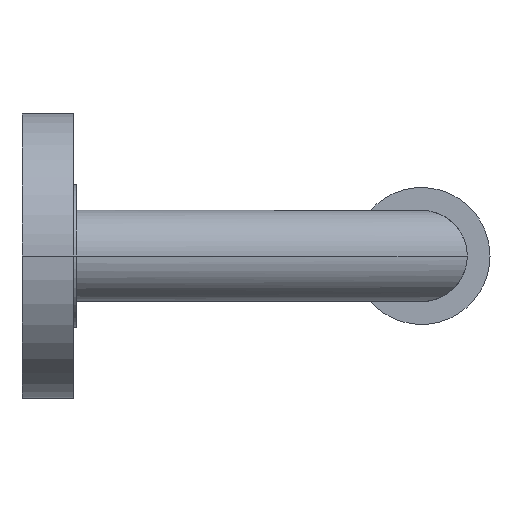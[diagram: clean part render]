
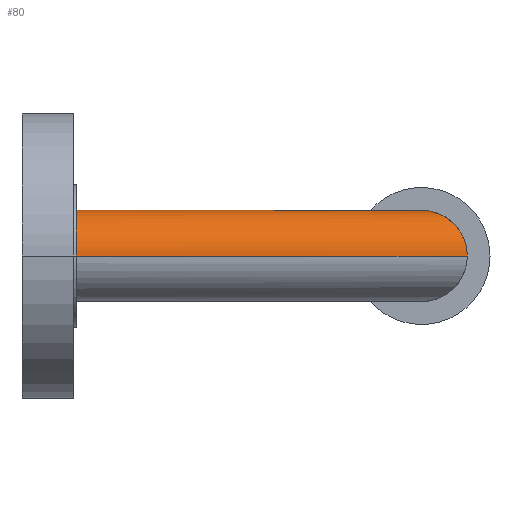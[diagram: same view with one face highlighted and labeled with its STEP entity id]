
A CAD part, left-side view. The second image highlights one B-rep face of the part: STEP entity #80.
In plain terms, the highlighted cylindrical face has radius 8 mm (diameter 16 mm), a partial arc.
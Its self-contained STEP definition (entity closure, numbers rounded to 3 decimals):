
#80=ADVANCED_FACE('',(#278),#2693,.T.);
#278=FACE_OUTER_BOUND('',#458,.T.);
#458=EDGE_LOOP('',(#658,#659,#660,#661,#662));
#658=ORIENTED_EDGE('',*,*,#1524,.T.);
#659=ORIENTED_EDGE('',*,*,#1526,.T.);
#660=ORIENTED_EDGE('',*,*,#1535,.T.);
#661=ORIENTED_EDGE('',*,*,#1533,.T.);
#662=ORIENTED_EDGE('',*,*,#1525,.T.);
#1524=EDGE_CURVE('',#2394,#2395,#2251,.T.);
#1525=EDGE_CURVE('',#2398,#2394,#1959,.T.);
#1526=EDGE_CURVE('',#2395,#2400,#1960,.T.);
#1533=EDGE_CURVE('',#2399,#2398,#1965,.T.);
#1535=EDGE_CURVE('',#2400,#2399,#1966,.T.);
#1959=B_SPLINE_CURVE_WITH_KNOTS('',1,(#3332,#3333),.UNSPECIFIED.,.F.,.F.,
(2,2),(-52.5,0.),.UNSPECIFIED.);
#1960=B_SPLINE_CURVE_WITH_KNOTS('',1,(#3334,#3335),.UNSPECIFIED.,.F.,.F.,
(2,2),(-68.5,0.),.UNSPECIFIED.);
#1965=B_SPLINE_CURVE_WITH_KNOTS('',3,(#3372,#3373,#3374,#3375,#3376,#3377,
#3378,#3379,#3380,#3381,#3382),.UNSPECIFIED.,.F.,.F.,(4,1,1,1,1,1,1,1,4),
(0.,1.918,3.836,5.754,7.673,
9.591,11.509,13.427,15.345),
 .UNSPECIFIED.);
#1966=B_SPLINE_CURVE_WITH_KNOTS('',3,(#3388,#3389,#3390,#3391,#3392,#3393,
#3394,#3395,#3396,#3397,#3398),.UNSPECIFIED.,.F.,.F.,(4,1,1,1,1,1,1,1,4),
(0.,1.918,3.836,5.754,7.673,
9.591,11.509,13.427,15.345),
 .UNSPECIFIED.);
#2251=(
BOUNDED_CURVE()
B_SPLINE_CURVE(2,(#3327,#3328,#3329,#3330,#3331),.UNSPECIFIED.,.F.,.F.)
B_SPLINE_CURVE_WITH_KNOTS((3,2,3),(-25.133,-12.566,
0.),.UNSPECIFIED.)
CURVE()
GEOMETRIC_REPRESENTATION_ITEM()
RATIONAL_B_SPLINE_CURVE((1.,0.707,1.,0.707,1.))
REPRESENTATION_ITEM('')
);
#2394=VERTEX_POINT('',#3301);
#2395=VERTEX_POINT('',#3302);
#2398=VERTEX_POINT('',#3305);
#2399=VERTEX_POINT('',#3306);
#2400=VERTEX_POINT('',#3307);
#2693=CYLINDRICAL_SURFACE('',#2944,8.);
#2944=AXIS2_PLACEMENT_3D('',#3250,#3091,$);
#3091=DIRECTION('',(0.,-1.,0.));
#3250=CARTESIAN_POINT('',(0.,-34.25,0.));
#3301=CARTESIAN_POINT('',(8.,0.,0.));
#3302=CARTESIAN_POINT('',(-8.,0.,0.));
#3305=CARTESIAN_POINT('',(8.,-52.5,0.));
#3306=CARTESIAN_POINT('',(0.,-60.5,8.));
#3307=CARTESIAN_POINT('',(-8.,-68.5,0.));
#3327=CARTESIAN_POINT('',(8.,0.,0.));
#3328=CARTESIAN_POINT('',(8.,0.,8.));
#3329=CARTESIAN_POINT('',(0.,0.,8.));
#3330=CARTESIAN_POINT('',(-8.,0.,8.));
#3331=CARTESIAN_POINT('',(-8.,0.,0.));
#3332=CARTESIAN_POINT('',(8.,-52.5,0.));
#3333=CARTESIAN_POINT('',(8.,0.,0.));
#3334=CARTESIAN_POINT('',(-8.,0.,0.));
#3335=CARTESIAN_POINT('',(-8.,-68.5,0.));
#3372=CARTESIAN_POINT('',(0.,-60.5,8.));
#3373=CARTESIAN_POINT('',(0.661,-59.839,8.));
#3374=CARTESIAN_POINT('',(1.924,-58.576,7.839));
#3375=CARTESIAN_POINT('',(3.622,-56.878,7.203));
#3376=CARTESIAN_POINT('',(5.018,-55.482,6.298));
#3377=CARTESIAN_POINT('',(6.136,-54.364,5.208));
#3378=CARTESIAN_POINT('',(6.991,-53.509,3.978));
#3379=CARTESIAN_POINT('',(7.58,-52.92,2.685));
#3380=CARTESIAN_POINT('',(7.93,-52.57,1.324));
#3381=CARTESIAN_POINT('',(8.,-52.5,0.436));
#3382=CARTESIAN_POINT('',(8.,-52.5,0.));
#3388=CARTESIAN_POINT('',(-8.,-68.5,0.));
#3389=CARTESIAN_POINT('',(-8.,-68.5,0.436));
#3390=CARTESIAN_POINT('',(-7.93,-68.43,1.324));
#3391=CARTESIAN_POINT('',(-7.58,-68.08,2.685));
#3392=CARTESIAN_POINT('',(-6.991,-67.491,3.978));
#3393=CARTESIAN_POINT('',(-6.136,-66.636,5.208));
#3394=CARTESIAN_POINT('',(-5.018,-65.518,6.298));
#3395=CARTESIAN_POINT('',(-3.622,-64.122,7.203));
#3396=CARTESIAN_POINT('',(-1.924,-62.424,7.839));
#3397=CARTESIAN_POINT('',(-0.661,-61.161,8.));
#3398=CARTESIAN_POINT('',(0.,-60.5,8.));
